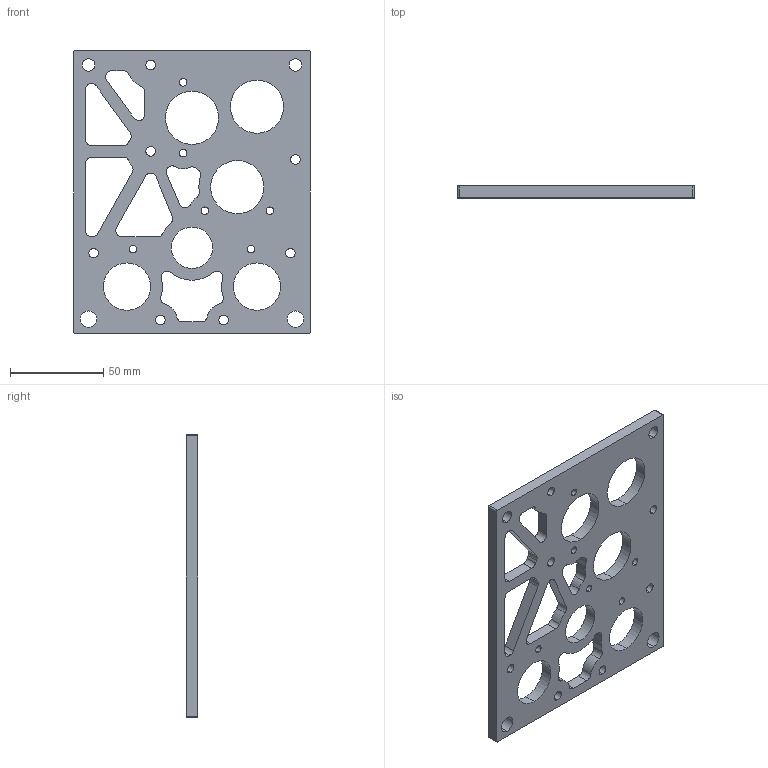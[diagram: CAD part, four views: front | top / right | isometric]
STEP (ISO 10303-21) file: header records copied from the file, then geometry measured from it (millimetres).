
FILE_DESCRIPTION (( 'STEP AP203' ), '1' );
FILE_NAME ('am-3327 PTO Motor Plate.STEP', '2015-12-28T18:38:04', ( '' ), ( '' ), 'SwSTEP 2.0', 'SolidWorks 2014', '' );
FILE_SCHEMA (( 'CONFIG_CONTROL_DESIGN' ));
Length unit declared in the file: inch
Products named in the file (1): am-3327 PTO Motor Plate
Bounding box: 127 x 6.35 x 152.4 mm (x, y, z)
Volume: 79096.5 mm3; surface area: 37032.4 mm2
Topology: 1 solids, 1 shells, 119 faces, 351 edges, 234 vertices
Faces by surface type: cylinder 98, plane 21
Entity records: 4276 total; most frequent: DIRECTION 787, CARTESIAN_POINT 705, ORIENTED_EDGE 702, EDGE_CURVE 351, AXIS2_PLACEMENT_3D 316, VERTEX_POINT 234, CIRCLE 196, EDGE_LOOP 177
